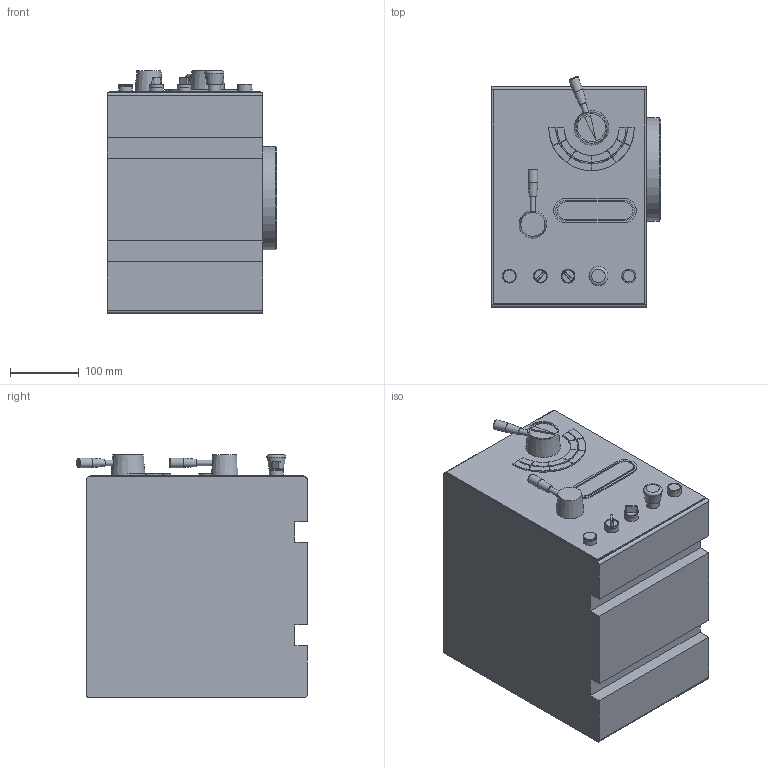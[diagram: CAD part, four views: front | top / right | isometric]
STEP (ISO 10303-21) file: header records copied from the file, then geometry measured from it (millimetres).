
FILE_DESCRIPTION(/* description */ ('STEP AP214'),/* implementation_level */ '2;1');
FILE_NAME(/* name */ 'HEADSTOCK.stp',/* time_stamp */ '2025-12-13T08:51:00-08:00',/* author */ ('admin'),/* organization */ (''),/* preprocessor_version */ 'ST-DEVELOPER v20.1',/* originating_system */ 'Autodesk Inventor 2026',/* authorisation */ '');
FILE_SCHEMA (('AUTOMOTIVE_DESIGN { 1 0 10303 214 3 1 1 }'));
Length unit declared in the file: inch
Products named in the file (1): lathe machine part 1
Bounding box: 245 x 334.41 x 352 mm (x, y, z)
Volume: 23358241 mm3; surface area: 687473.4 mm2
Topology: 8 solids, 8 shells, 171 faces, 394 edges, 261 vertices
Faces by surface type: plane 123, cylinder 31, cone 13, torus 4
Full cylindrical faces by diameter (mm): 8 x2, 14 x2, 16.8 x1, 17 x1, 17.8 x2, 18 x3, 20 x4, 40.751 x1, 150 x1
Entity records: 5224 total; most frequent: CARTESIAN_POINT 1033, DIRECTION 875, ORIENTED_EDGE 788, EDGE_CURVE 394, AXIS2_PLACEMENT_3D 314, VERTEX_POINT 261, LINE 247, VECTOR 247
